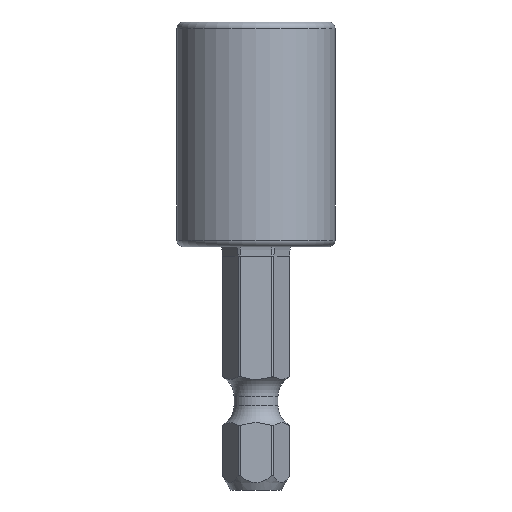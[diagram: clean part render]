
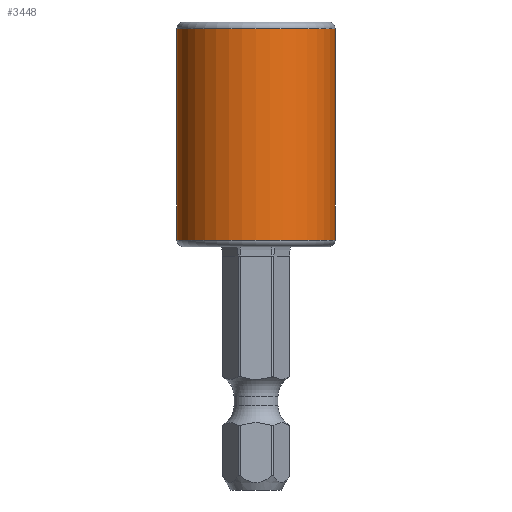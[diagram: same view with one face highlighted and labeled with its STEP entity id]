
A CAD part, front view. The second image highlights one B-rep face of the part: STEP entity #3448.
In plain terms, the highlighted cylindrical face has radius 8.45 mm (diameter 16.9 mm), a partial arc.
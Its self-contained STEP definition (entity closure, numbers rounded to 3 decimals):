
#2988=CARTESIAN_POINT('',(0.,0.,0.4));
#2989=DIRECTION('',(0.,0.,-1.));
#2990=DIRECTION('',(1.,0.,0.));
#2991=AXIS2_PLACEMENT_3D('',#2988,#2989,#2990);
#2996=DIRECTION('',(0.,0.,1.));
#2997=VECTOR('',#2996,22.6);
#2998=CARTESIAN_POINT('',(-8.45,0.,0.4));
#2999=LINE('',#2998,#2997);
#3003=CARTESIAN_POINT('',(0.,0.,23.));
#3004=DIRECTION('',(0.,0.,1.));
#3005=DIRECTION('',(-1.,0.,0.));
#3006=AXIS2_PLACEMENT_3D('',#3003,#3004,#3005);
#3011=DIRECTION('',(0.,0.,-1.));
#3012=VECTOR('',#3011,22.6);
#3013=CARTESIAN_POINT('',(8.45,0.,23.));
#3014=LINE('',#3013,#3012);
#3352=CARTESIAN_POINT('',(8.45,0.,23.));
#3353=CARTESIAN_POINT('',(-8.45,0.,23.));
#3354=VERTEX_POINT('',#3352);
#3355=VERTEX_POINT('',#3353);
#3360=CARTESIAN_POINT('',(-8.45,0.,0.4));
#3361=CARTESIAN_POINT('',(8.45,0.,0.4));
#3362=VERTEX_POINT('',#3360);
#3363=VERTEX_POINT('',#3361);
#3434=CARTESIAN_POINT('',(0.,0.,-0.3));
#3435=DIRECTION('',(0.,0.,1.));
#3436=DIRECTION('',(1.,0.,0.));
#3437=AXIS2_PLACEMENT_3D('',#3434,#3435,#3436);
#3438=CYLINDRICAL_SURFACE('',#3437,8.45);
#3439=ORIENTED_EDGE('',*,*,#3428,.T.);
#3441=ORIENTED_EDGE('',*,*,#3440,.T.);
#3443=ORIENTED_EDGE('',*,*,#3442,.T.);
#3445=ORIENTED_EDGE('',*,*,#3444,.T.);
#3446=EDGE_LOOP('',(#3439,#3441,#3443,#3445));
#3447=FACE_OUTER_BOUND('',#3446,.F.);
#3448=ADVANCED_FACE('',(#3447),#3438,.T.);
#2992=CIRCLE('',#2991,8.45);
#3007=CIRCLE('',#3006,8.45);
#3428=EDGE_CURVE('',#3363,#3362,#2992,.T.);
#3440=EDGE_CURVE('',#3362,#3355,#2999,.T.);
#3442=EDGE_CURVE('',#3355,#3354,#3007,.T.);
#3444=EDGE_CURVE('',#3354,#3363,#3014,.T.);
